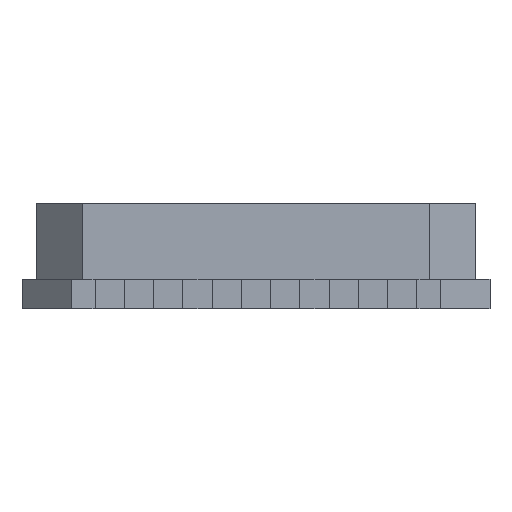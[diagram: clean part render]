
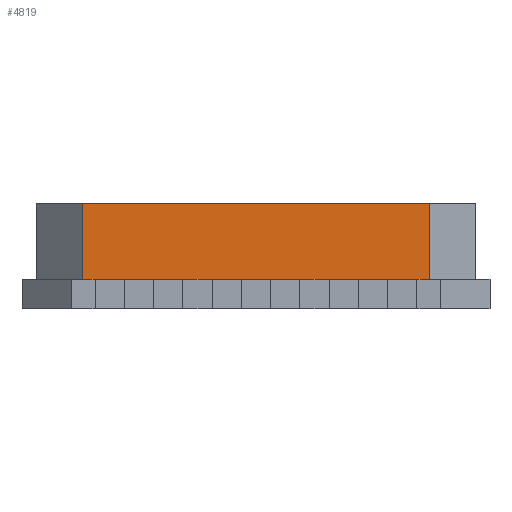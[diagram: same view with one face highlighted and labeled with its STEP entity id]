
A CAD part, front view. The second image highlights one B-rep face of the part: STEP entity #4819.
In plain terms, the highlighted free-form (B-spline) face has degree [1, 1] with [2, 2] control points.
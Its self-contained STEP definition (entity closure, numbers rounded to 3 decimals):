
#4784=(
BOUNDED_SURFACE()
B_SPLINE_SURFACE(1,1,((#4785,#4786),(#4787,#4788)),.UNSPECIFIED.,.F.,.F.,.F.)
B_SPLINE_SURFACE_WITH_KNOTS((2,2),(2,2),(0.000,1.000),(0.000,1.000),.UNSPECIFIED.)
GEOMETRIC_REPRESENTATION_ITEM()
RATIONAL_B_SPLINE_SURFACE(((1.,1.),(1.,1.)))
REPRESENTATION_ITEM('')
SURFACE()
);
#4785=CARTESIAN_POINT('',(1.481,-1.875,0.9));
#4786=CARTESIAN_POINT('',(1.481,-1.875,0.25));
#4787=CARTESIAN_POINT('',(-1.481,-1.875,0.9));
#4788=CARTESIAN_POINT('',(-1.481,-1.875,0.25));
#4789=CARTESIAN_POINT('',(1.481,-1.875,0.25));
#4790=VERTEX_POINT('',#4789);
#4791=(
BOUNDED_CURVE()
B_SPLINE_CURVE(1,(#4792,#4793),.UNSPECIFIED.,.F.,.F.)
B_SPLINE_CURVE_WITH_KNOTS((2,2),(0.000,1.000),.UNSPECIFIED.)
CURVE()
GEOMETRIC_REPRESENTATION_ITEM()
RATIONAL_B_SPLINE_CURVE((1.,1.))
REPRESENTATION_ITEM('')
);
#4792=CARTESIAN_POINT('',(1.481,-1.875,0.25));
#4793=CARTESIAN_POINT('',(-1.481,-1.875,0.25));
#4794=CARTESIAN_POINT('',(-1.481,-1.875,0.25));
#4795=VERTEX_POINT('',#4794);
#4796=EDGE_CURVE('',#4790,#4795,#4791,.T.);
#4797=ORIENTED_EDGE('',*,*,#4796,.T.);
#4798=(
BOUNDED_CURVE()
B_SPLINE_CURVE(1,(#4799,#4800),.UNSPECIFIED.,.F.,.F.)
B_SPLINE_CURVE_WITH_KNOTS((2,2),(0.000,1.000),.UNSPECIFIED.)
CURVE()
GEOMETRIC_REPRESENTATION_ITEM()
RATIONAL_B_SPLINE_CURVE((1.,1.))
REPRESENTATION_ITEM('')
);
#4799=CARTESIAN_POINT('',(-1.481,-1.875,0.25));
#4800=CARTESIAN_POINT('',(-1.481,-1.875,0.9));
#4801=CARTESIAN_POINT('',(-1.481,-1.875,0.9));
#4802=VERTEX_POINT('',#4801);
#4803=EDGE_CURVE('',#4795,#4802,#4798,.T.);
#4804=ORIENTED_EDGE('',*,*,#4803,.T.);
#4805=(
BOUNDED_CURVE()
B_SPLINE_CURVE(1,(#4806,#4807),.UNSPECIFIED.,.F.,.F.)
B_SPLINE_CURVE_WITH_KNOTS((2,2),(0.000,1.000),.UNSPECIFIED.)
CURVE()
GEOMETRIC_REPRESENTATION_ITEM()
RATIONAL_B_SPLINE_CURVE((1.,1.))
REPRESENTATION_ITEM('')
);
#4806=CARTESIAN_POINT('',(-1.481,-1.875,0.9));
#4807=CARTESIAN_POINT('',(1.481,-1.875,0.9));
#4808=CARTESIAN_POINT('',(1.481,-1.875,0.9));
#4809=VERTEX_POINT('',#4808);
#4810=EDGE_CURVE('',#4802,#4809,#4805,.T.);
#4811=ORIENTED_EDGE('',*,*,#4810,.T.);
#4812=(
BOUNDED_CURVE()
B_SPLINE_CURVE(1,(#4813,#4814),.UNSPECIFIED.,.F.,.F.)
B_SPLINE_CURVE_WITH_KNOTS((2,2),(0.000,1.000),.UNSPECIFIED.)
CURVE()
GEOMETRIC_REPRESENTATION_ITEM()
RATIONAL_B_SPLINE_CURVE((1.,1.))
REPRESENTATION_ITEM('')
);
#4813=CARTESIAN_POINT('',(1.481,-1.875,0.9));
#4814=CARTESIAN_POINT('',(1.481,-1.875,0.25));
#4815=EDGE_CURVE('',#4809,#4790,#4812,.T.);
#4816=ORIENTED_EDGE('',*,*,#4815,.T.);
#4817=EDGE_LOOP('',(#4797,#4804,#4811,#4816));
#4818=FACE_OUTER_BOUND('',#4817,.T.);
#4819=ADVANCED_FACE('',(#4818),#4784,.T.);
